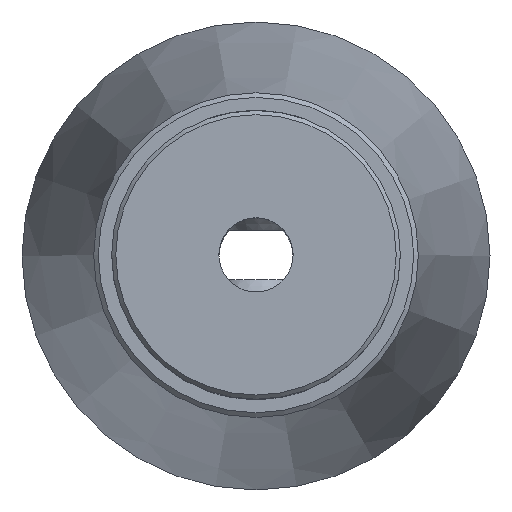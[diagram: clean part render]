
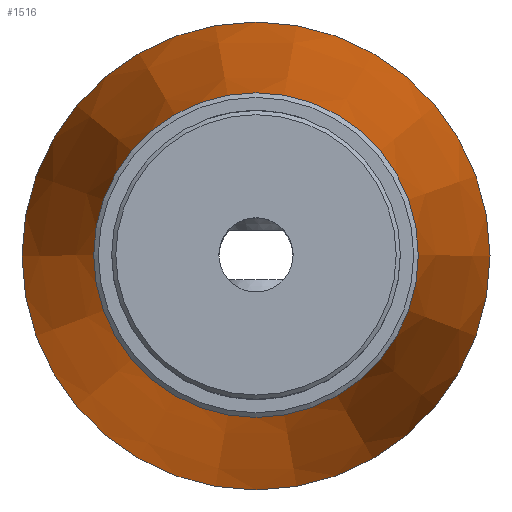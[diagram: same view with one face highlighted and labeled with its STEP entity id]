
A CAD part, top view. The second image highlights one B-rep face of the part: STEP entity #1516.
In plain terms, the highlighted conical face has half-angle 8 degrees and reference radius 5.675 mm.
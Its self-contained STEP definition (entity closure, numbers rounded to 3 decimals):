
#24=CONICAL_SURFACE('',#1618,5.675,0.14);
#210=CIRCLE('',#1617,5.675);
#211=CIRCLE('',#1619,3.937);
#322=ORIENTED_EDGE('',*,*,#568,.T.);
#323=ORIENTED_EDGE('',*,*,#567,.T.);
#567=EDGE_CURVE('',#686,#686,#210,.T.);
#568=EDGE_CURVE('',#687,#687,#211,.F.);
#686=VERTEX_POINT('',#2224);
#687=VERTEX_POINT('',#2227);
#810=EDGE_LOOP('',(#322));
#811=EDGE_LOOP('',(#323));
#912=FACE_BOUND('',#810,.T.);
#913=FACE_BOUND('',#811,.T.);
#1516=ADVANCED_FACE('',(#912,#913),#24,.T.);
#1617=AXIS2_PLACEMENT_3D('',#2223,#1807,#1808);
#1618=AXIS2_PLACEMENT_3D('',#2225,#1809,#1810);
#1619=AXIS2_PLACEMENT_3D('',#2226,#1811,#1812);
#1807=DIRECTION('',(0.,0.,1.));
#1808=DIRECTION('',(1.,0.,0.));
#1809=DIRECTION('',(0.,0.,-1.));
#1810=DIRECTION('',(-1.,0.,0.));
#1811=DIRECTION('',(0.,0.,1.));
#1812=DIRECTION('',(1.,0.,0.));
#2223=CARTESIAN_POINT('',(0.,0.,5.434));
#2224=CARTESIAN_POINT('',(5.675,0.,5.434));
#2225=CARTESIAN_POINT('',(0.,0.,5.434));
#2226=CARTESIAN_POINT('',(0.,0.,17.801));
#2227=CARTESIAN_POINT('',(3.937,0.,17.801));
